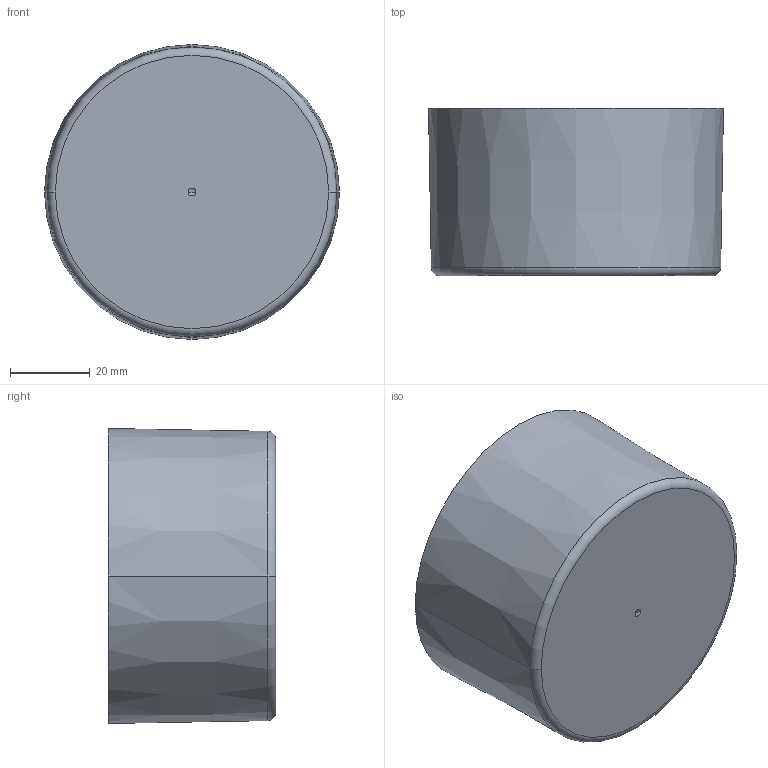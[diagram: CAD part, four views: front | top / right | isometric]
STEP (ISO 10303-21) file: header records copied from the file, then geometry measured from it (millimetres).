
FILE_DESCRIPTION((''),'2;1');
FILE_NAME('181635_ASM','2016-05-20T',('PDMAdmin'),(''),'PRO/ENGINEER BY PARAMETRIC TECHNOLOGY CORPORATION, 2016010','PRO/ENGINEER BY PARAMETRIC TECHNOLOGY CORPORATION, 2016010','');
FILE_SCHEMA(('CONFIG_CONTROL_DESIGN'));
Length unit declared in the file: millimetre
Products named in the file (3): 180390; 181635_POTTING; 181635_ASM
Assembly tree (2 placements, depth 2):
  181635_ASM
    180390
    181635_POTTING
Bounding box: 73.97 x 42 x 73.97 mm (x, y, z)
Volume: 180210.4 mm3; surface area: 44278.6 mm2
Topology: 2 solids, 2 shells, 190 faces, 443 edges, 260 vertices
Faces by surface type: plane 110, cylinder 35, cone 13, torus 12, sphere 12, bspline 8
Entity records: 5570 total; most frequent: CARTESIAN_POINT 1226, DIRECTION 886, ORIENTED_EDGE 878, EDGE_CURVE 439, VECTOR 306, LINE 306, AXIS2_PLACEMENT_3D 290, VERTEX_POINT 260
